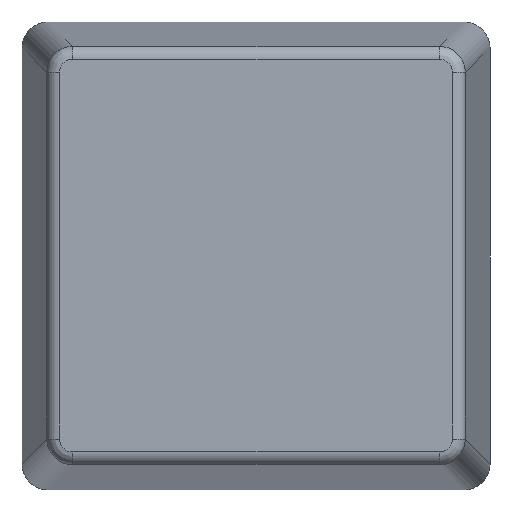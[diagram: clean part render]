
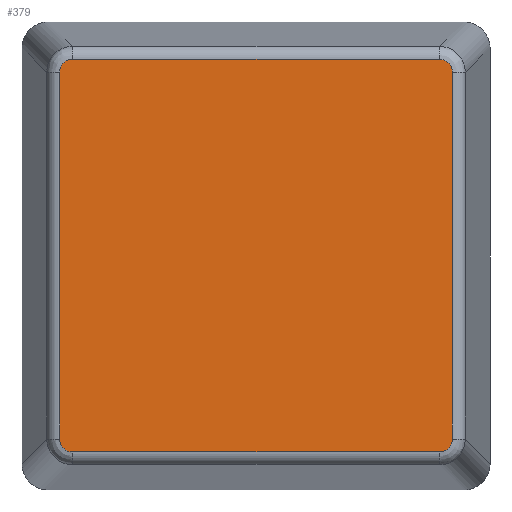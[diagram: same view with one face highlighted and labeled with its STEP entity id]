
A CAD part, top view. The second image highlights one B-rep face of the part: STEP entity #379.
In plain terms, the highlighted planar face has unit normal (0, 0, 1).
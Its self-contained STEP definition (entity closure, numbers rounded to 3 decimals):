
#231=ELLIPSE('',#3312,0.506,0.5);
#232=ELLIPSE('',#3313,0.506,0.5);
#233=ELLIPSE('',#3314,0.506,0.5);
#234=ELLIPSE('',#3315,0.506,0.5);
#379=ADVANCED_FACE('',(#676),#532,.T.);
#532=PLANE('',#3316);
#676=FACE_OUTER_BOUND('',#839,.T.);
#839=EDGE_LOOP('',(#1458,#1459,#1460,#1461,#1462,#1463,#1464,#1465));
#1458=ORIENTED_EDGE('',*,*,#2324,.T.);
#1459=ORIENTED_EDGE('',*,*,#2325,.T.);
#1460=ORIENTED_EDGE('',*,*,#2326,.T.);
#1461=ORIENTED_EDGE('',*,*,#2327,.T.);
#1462=ORIENTED_EDGE('',*,*,#2328,.T.);
#1463=ORIENTED_EDGE('',*,*,#2329,.T.);
#1464=ORIENTED_EDGE('',*,*,#2330,.T.);
#1465=ORIENTED_EDGE('',*,*,#2331,.T.);
#1955=VERTEX_POINT('',#4793);
#1956=VERTEX_POINT('',#4794);
#1957=VERTEX_POINT('',#4796);
#1958=VERTEX_POINT('',#4798);
#1959=VERTEX_POINT('',#4800);
#1960=VERTEX_POINT('',#4802);
#1961=VERTEX_POINT('',#4804);
#1962=VERTEX_POINT('',#4806);
#2324=EDGE_CURVE('',#1955,#1956,#2716,.T.);
#2325=EDGE_CURVE('',#1956,#1957,#231,.T.);
#2326=EDGE_CURVE('',#1957,#1958,#2717,.T.);
#2327=EDGE_CURVE('',#1958,#1959,#232,.T.);
#2328=EDGE_CURVE('',#1959,#1960,#2718,.T.);
#2329=EDGE_CURVE('',#1960,#1961,#233,.T.);
#2330=EDGE_CURVE('',#1961,#1962,#2719,.T.);
#2331=EDGE_CURVE('',#1962,#1955,#234,.T.);
#2716=LINE('',#4792,#3079);
#2717=LINE('',#4797,#3080);
#2718=LINE('',#4801,#3081);
#2719=LINE('',#4805,#3082);
#3079=VECTOR('',#3900,1.);
#3080=VECTOR('',#3903,1.);
#3081=VECTOR('',#3906,1.);
#3082=VECTOR('',#3909,1.);
#3312=AXIS2_PLACEMENT_3D('',#4795,#3901,#3902);
#3313=AXIS2_PLACEMENT_3D('',#4799,#3904,#3905);
#3314=AXIS2_PLACEMENT_3D('',#4803,#3907,#3908);
#3315=AXIS2_PLACEMENT_3D('',#4807,#3910,#3911);
#3316=AXIS2_PLACEMENT_3D('',#4808,#3912,#3913);
#3900=DIRECTION('',(1.,0.,0.));
#3901=DIRECTION('',(0.,0.,1.));
#3902=DIRECTION('',(0.707,-0.707,0.));
#3903=DIRECTION('',(0.,1.,0.));
#3904=DIRECTION('',(0.,0.,1.));
#3905=DIRECTION('',(0.707,0.707,0.));
#3906=DIRECTION('',(-1.,0.,0.));
#3907=DIRECTION('',(0.,0.,1.));
#3908=DIRECTION('',(-0.707,0.707,0.));
#3909=DIRECTION('',(0.,-1.,0.));
#3910=DIRECTION('',(0.,0.,1.));
#3911=DIRECTION('',(-0.707,-0.707,0.));
#3912=DIRECTION('',(0.,0.,1.));
#3913=DIRECTION('',(1.,0.,0.));
#4792=CARTESIAN_POINT('',(-18.9,-1.218,20.3));
#4793=CARTESIAN_POINT('',(-25.956,-1.218,20.3));
#4794=CARTESIAN_POINT('',(-11.844,-1.218,20.3));
#4795=CARTESIAN_POINT('',(-11.851,-0.715,20.3));
#4796=CARTESIAN_POINT('',(-11.348,-0.721,20.3));
#4797=CARTESIAN_POINT('',(-11.348,6.335,20.3));
#4798=CARTESIAN_POINT('',(-11.348,13.39,20.3));
#4799=CARTESIAN_POINT('',(-11.851,13.384,20.3));
#4800=CARTESIAN_POINT('',(-11.844,13.887,20.3));
#4801=CARTESIAN_POINT('',(-18.9,13.887,20.3));
#4802=CARTESIAN_POINT('',(-25.956,13.887,20.3));
#4803=CARTESIAN_POINT('',(-25.949,13.384,20.3));
#4804=CARTESIAN_POINT('',(-26.452,13.39,20.3));
#4805=CARTESIAN_POINT('',(-26.452,6.335,20.3));
#4806=CARTESIAN_POINT('',(-26.452,-0.721,20.3));
#4807=CARTESIAN_POINT('',(-25.949,-0.715,20.3));
#4808=CARTESIAN_POINT('',(-18.9,6.335,20.3));
